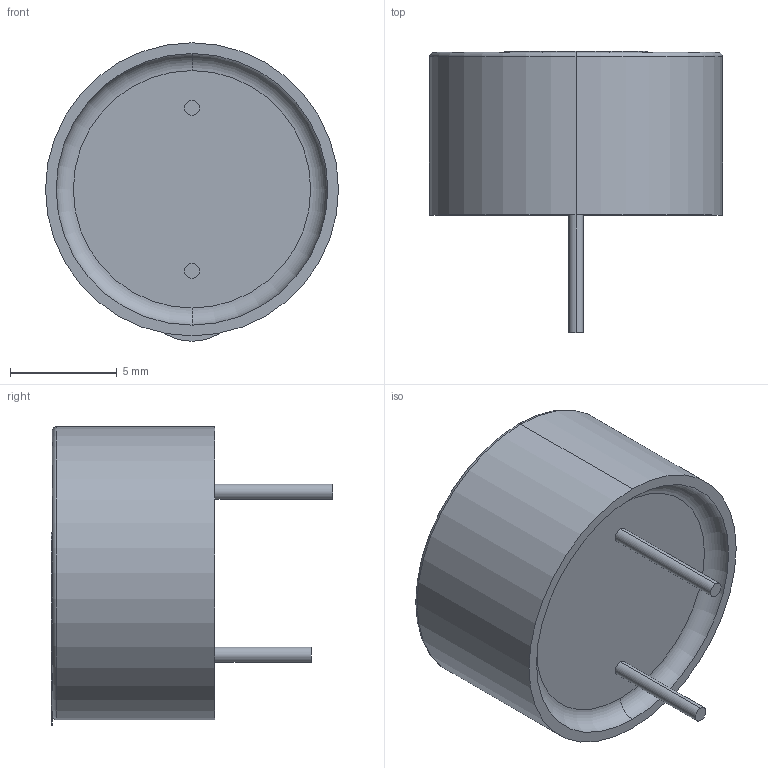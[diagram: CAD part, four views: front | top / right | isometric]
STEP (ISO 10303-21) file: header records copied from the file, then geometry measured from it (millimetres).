
FILE_DESCRIPTION(('STEP AP214'),'1');
FILE_NAME('CPE-164.stp','2017-01-11T21:59:44',('TraceParts'),('TraceParts S.A.'),'Spatial InterOp 3D',' ',' ');
FILE_SCHEMA(('automotive_design'));
Length unit declared in the file: millimetre
Products named in the file (2): Extrude23; Extrude21
Bounding box: 13.7 x 13.15 x 13.95 mm (x, y, z)
Volume: 1000.9 mm3; surface area: 832.1 mm2
Topology: 2 solids, 2 shells, 48 faces, 106 edges, 70 vertices
Faces by surface type: plane 26, cylinder 18, torus 4
Entity records: 1772 total; most frequent: DIRECTION 252, CARTESIAN_POINT 226, ORIENTED_EDGE 212, EDGE_CURVE 106, AXIS2_PLACEMENT_3D 96, VERTEX_POINT 70, LINE 60, VECTOR 60
